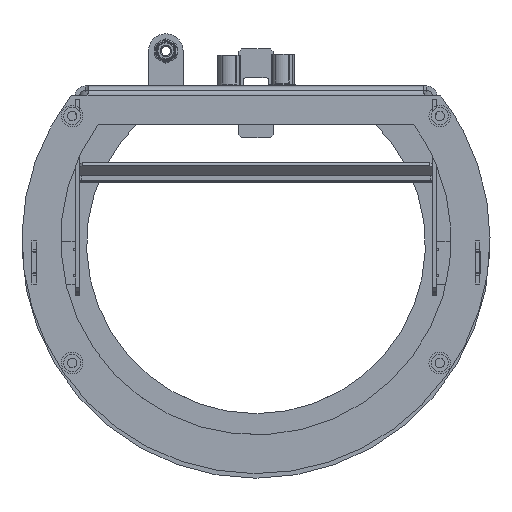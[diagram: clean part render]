
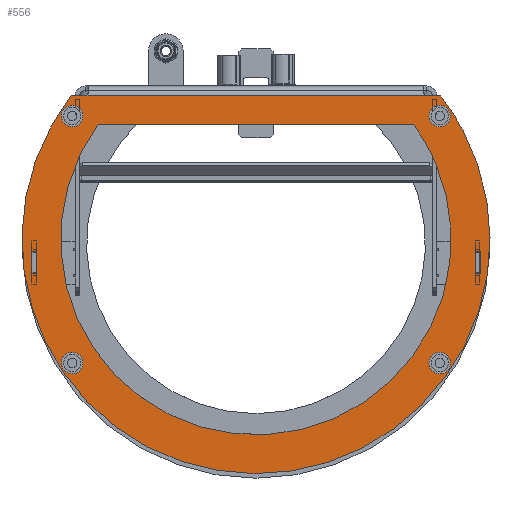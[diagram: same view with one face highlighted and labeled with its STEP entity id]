
A CAD part, top view. The second image highlights one B-rep face of the part: STEP entity #556.
In plain terms, the highlighted planar face has unit normal (0, 0, 1).
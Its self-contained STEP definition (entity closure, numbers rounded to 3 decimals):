
#426=AXIS2_PLACEMENT_3D('Plane Axis2P3D',#423,#424,#425) ;
#59=CARTESIAN_POINT('Vertex',(76.35,-11.7,932.)) ;
#62=CARTESIAN_POINT('Line Origine',(77.25,-11.7,932.)) ;
#66=CARTESIAN_POINT('Vertex',(78.15,-11.7,932.)) ;
#86=CARTESIAN_POINT('Line Origine',(78.15,-8.,932.)) ;
#90=CARTESIAN_POINT('Vertex',(78.15,-4.3,932.)) ;
#117=CARTESIAN_POINT('Line Origine',(77.25,-4.3,932.)) ;
#121=CARTESIAN_POINT('Vertex',(76.35,-4.3,932.)) ;
#153=CARTESIAN_POINT('Line Origine',(76.35,-8.,932.)) ;
#336=CARTESIAN_POINT('Vertex',(-76.35,-11.7,932.)) ;
#339=CARTESIAN_POINT('Line Origine',(-76.35,-8.,932.)) ;
#343=CARTESIAN_POINT('Vertex',(-76.35,-4.3,932.)) ;
#363=CARTESIAN_POINT('Line Origine',(-77.25,-4.3,932.)) ;
#367=CARTESIAN_POINT('Vertex',(-78.15,-4.3,932.)) ;
#387=CARTESIAN_POINT('Line Origine',(-78.15,-8.,932.)) ;
#391=CARTESIAN_POINT('Vertex',(-78.15,-11.7,932.)) ;
#411=CARTESIAN_POINT('Line Origine',(-77.25,-11.7,932.)) ;
#423=CARTESIAN_POINT('Axis2P3D Location',(0.,0.,932.)) ;
#428=CARTESIAN_POINT('Line Origine',(0.,50.,932.)) ;
#432=CARTESIAN_POINT('Vertex',(58.4,50.,932.)) ;
#434=CARTESIAN_POINT('Vertex',(59.4,50.,932.)) ;
#437=CARTESIAN_POINT('Line Origine',(0.,50.,932.)) ;
#441=CARTESIAN_POINT('Vertex',(-58.4,50.,932.)) ;
#444=CARTESIAN_POINT('Line Origine',(0.,50.,932.)) ;
#448=CARTESIAN_POINT('Vertex',(-59.4,50.,932.)) ;
#451=CARTESIAN_POINT('Line Origine',(0.,50.,932.)) ;
#455=CARTESIAN_POINT('Vertex',(-64.36,50.,932.)) ;
#459=CARTESIAN_POINT('Control Point',(-64.36,50.,932.)) ;
#460=CARTESIAN_POINT('Control Point',(-69.939,42.82,932.)) ;
#461=CARTESIAN_POINT('Control Point',(-74.515,34.862,932.)) ;
#462=CARTESIAN_POINT('Control Point',(-77.946,26.311,932.)) ;
#463=CARTESIAN_POINT('Control Point',(-82.332,8.482,932.)) ;
#464=CARTESIAN_POINT('Control Point',(-81.673,-9.867,932.)) ;
#465=CARTESIAN_POINT('Control Point',(-80.058,-18.937,932.)) ;
#466=CARTESIAN_POINT('Control Point',(-74.342,-36.385,932.)) ;
#467=CARTESIAN_POINT('Control Point',(-64.07,-51.604,932.)) ;
#468=CARTESIAN_POINT('Control Point',(-57.898,-58.444,932.)) ;
#469=CARTESIAN_POINT('Control Point',(-43.812,-70.221,932.)) ;
#470=CARTESIAN_POINT('Control Point',(-27.042,-77.696,932.)) ;
#471=CARTESIAN_POINT('Control Point',(-18.185,-80.232,932.)) ;
#472=CARTESIAN_POINT('Control Point',(0.,-82.768,932.)) ;
#473=CARTESIAN_POINT('Control Point',(18.185,-80.232,932.)) ;
#474=CARTESIAN_POINT('Control Point',(27.042,-77.696,932.)) ;
#475=CARTESIAN_POINT('Control Point',(43.812,-70.221,932.)) ;
#476=CARTESIAN_POINT('Control Point',(57.898,-58.444,932.)) ;
#477=CARTESIAN_POINT('Control Point',(64.07,-51.604,932.)) ;
#478=CARTESIAN_POINT('Control Point',(74.342,-36.385,932.)) ;
#479=CARTESIAN_POINT('Control Point',(80.058,-18.937,932.)) ;
#480=CARTESIAN_POINT('Control Point',(81.673,-9.867,932.)) ;
#481=CARTESIAN_POINT('Control Point',(82.332,8.482,932.)) ;
#482=CARTESIAN_POINT('Control Point',(77.946,26.311,932.)) ;
#483=CARTESIAN_POINT('Control Point',(74.515,34.862,932.)) ;
#484=CARTESIAN_POINT('Control Point',(69.939,42.82,932.)) ;
#485=CARTESIAN_POINT('Control Point',(64.36,50.,932.)) ;
#486=CARTESIAN_POINT('Vertex',(64.36,50.,932.)) ;
#489=CARTESIAN_POINT('Line Origine',(0.,50.,932.)) ;
#502=CARTESIAN_POINT('Line Origine',(0.,40.,932.)) ;
#506=CARTESIAN_POINT('Vertex',(-54.991,40.,932.)) ;
#508=CARTESIAN_POINT('Vertex',(54.991,40.,932.)) ;
#512=CARTESIAN_POINT('Control Point',(-54.991,40.,932.)) ;
#513=CARTESIAN_POINT('Control Point',(-59.39,33.952,932.)) ;
#514=CARTESIAN_POINT('Control Point',(-62.958,27.299,932.)) ;
#515=CARTESIAN_POINT('Control Point',(-65.583,20.194,932.)) ;
#516=CARTESIAN_POINT('Control Point',(-68.813,5.445,932.)) ;
#517=CARTESIAN_POINT('Control Point',(-67.943,-9.629,932.)) ;
#518=CARTESIAN_POINT('Control Point',(-66.468,-17.059,932.)) ;
#519=CARTESIAN_POINT('Control Point',(-61.513,-31.321,932.)) ;
#520=CARTESIAN_POINT('Control Point',(-52.894,-43.717,932.)) ;
#521=CARTESIAN_POINT('Control Point',(-47.753,-49.281,932.)) ;
#522=CARTESIAN_POINT('Control Point',(-36.075,-58.851,932.)) ;
#523=CARTESIAN_POINT('Control Point',(-22.248,-64.915,932.)) ;
#524=CARTESIAN_POINT('Control Point',(-14.958,-66.972,932.)) ;
#525=CARTESIAN_POINT('Control Point',(0.,-69.028,932.)) ;
#526=CARTESIAN_POINT('Control Point',(14.958,-66.972,932.)) ;
#527=CARTESIAN_POINT('Control Point',(22.248,-64.915,932.)) ;
#528=CARTESIAN_POINT('Control Point',(36.075,-58.851,932.)) ;
#529=CARTESIAN_POINT('Control Point',(47.753,-49.281,932.)) ;
#530=CARTESIAN_POINT('Control Point',(52.894,-43.717,932.)) ;
#531=CARTESIAN_POINT('Control Point',(61.513,-31.321,932.)) ;
#532=CARTESIAN_POINT('Control Point',(66.468,-17.059,932.)) ;
#533=CARTESIAN_POINT('Control Point',(67.943,-9.629,932.)) ;
#534=CARTESIAN_POINT('Control Point',(68.813,5.445,932.)) ;
#535=CARTESIAN_POINT('Control Point',(65.583,20.194,932.)) ;
#536=CARTESIAN_POINT('Control Point',(62.958,27.299,932.)) ;
#537=CARTESIAN_POINT('Control Point',(59.39,33.952,932.)) ;
#538=CARTESIAN_POINT('Control Point',(54.991,40.,932.)) ;
#63=DIRECTION('Vector Direction',(1.,0.,0.)) ;
#87=DIRECTION('Vector Direction',(0.,-1.,0.)) ;
#118=DIRECTION('Vector Direction',(1.,0.,0.)) ;
#154=DIRECTION('Vector Direction',(0.,-1.,0.)) ;
#340=DIRECTION('Vector Direction',(0.,-1.,0.)) ;
#364=DIRECTION('Vector Direction',(-1.,0.,0.)) ;
#388=DIRECTION('Vector Direction',(0.,-1.,0.)) ;
#412=DIRECTION('Vector Direction',(-1.,0.,0.)) ;
#424=DIRECTION('Axis2P3D Direction',(0.,0.,1.)) ;
#425=DIRECTION('Axis2P3D XDirection',(1.,0.,0.)) ;
#429=DIRECTION('Vector Direction',(1.,0.,0.)) ;
#438=DIRECTION('Vector Direction',(1.,0.,0.)) ;
#445=DIRECTION('Vector Direction',(1.,0.,0.)) ;
#452=DIRECTION('Vector Direction',(1.,0.,0.)) ;
#490=DIRECTION('Vector Direction',(1.,0.,0.)) ;
#503=DIRECTION('Vector Direction',(1.,0.,0.)) ;
#64=VECTOR('Line Direction',#63,1.) ;
#88=VECTOR('Line Direction',#87,1.) ;
#119=VECTOR('Line Direction',#118,1.) ;
#155=VECTOR('Line Direction',#154,1.) ;
#341=VECTOR('Line Direction',#340,1.) ;
#365=VECTOR('Line Direction',#364,1.) ;
#389=VECTOR('Line Direction',#388,1.) ;
#413=VECTOR('Line Direction',#412,1.) ;
#430=VECTOR('Line Direction',#429,1.) ;
#439=VECTOR('Line Direction',#438,1.) ;
#446=VECTOR('Line Direction',#445,1.) ;
#453=VECTOR('Line Direction',#452,1.) ;
#491=VECTOR('Line Direction',#490,1.) ;
#504=VECTOR('Line Direction',#503,1.) ;
#495=ORIENTED_EDGE('',*,*,#436,.F.) ;
#496=ORIENTED_EDGE('',*,*,#443,.F.) ;
#497=ORIENTED_EDGE('',*,*,#450,.F.) ;
#498=ORIENTED_EDGE('',*,*,#457,.F.) ;
#499=ORIENTED_EDGE('',*,*,#488,.F.) ;
#500=ORIENTED_EDGE('',*,*,#493,.T.) ;
#541=ORIENTED_EDGE('',*,*,#510,.T.) ;
#542=ORIENTED_EDGE('',*,*,#539,.F.) ;
#545=ORIENTED_EDGE('',*,*,#345,.T.) ;
#546=ORIENTED_EDGE('',*,*,#415,.T.) ;
#547=ORIENTED_EDGE('',*,*,#393,.F.) ;
#548=ORIENTED_EDGE('',*,*,#369,.F.) ;
#551=ORIENTED_EDGE('',*,*,#123,.T.) ;
#552=ORIENTED_EDGE('',*,*,#92,.T.) ;
#553=ORIENTED_EDGE('',*,*,#68,.F.) ;
#554=ORIENTED_EDGE('',*,*,#157,.F.) ;
#543=FACE_BOUND('',#540,.T.) ;
#549=FACE_BOUND('',#544,.T.) ;
#555=FACE_BOUND('',#550,.T.) ;
#556=ADVANCED_FACE('AT10-15-100-1_Haupttraegerblech',(#501,#543,#549,#555),#427,.T.) ;
#458=B_SPLINE_CURVE_WITH_KNOTS('',5,(#459,#460,#461,#462,#463,#464,#465,#466,#467,#468,#469,#470,#471,#472,#473,#474,#475,#476,#477,#478,#479,#480,#481,#482,#483,#484,#485),.UNSPECIFIED.,.F.,.U.,(6,3,3,3,3,3,3,3,6),(202.211,247.673,293.135,338.597,384.06,429.522,474.984,520.447,565.909),.UNSPECIFIED.) ;
#511=B_SPLINE_CURVE_WITH_KNOTS('',5,(#512,#513,#514,#515,#516,#517,#518,#519,#520,#521,#522,#523,#524,#525,#526,#527,#528,#529,#530,#531,#532,#533,#534,#535,#536,#537,#538),.UNSPECIFIED.,.F.,.U.,(6,3,3,3,3,3,3,3,6),(170.865,208.259,245.654,283.048,320.442,357.837,395.231,432.626,470.02),.UNSPECIFIED.) ;
#68=EDGE_CURVE('',#60,#67,#65,.T.) ;
#92=EDGE_CURVE('',#91,#67,#89,.T.) ;
#123=EDGE_CURVE('',#122,#91,#120,.T.) ;
#157=EDGE_CURVE('',#122,#60,#156,.T.) ;
#345=EDGE_CURVE('',#344,#337,#342,.T.) ;
#369=EDGE_CURVE('',#344,#368,#366,.T.) ;
#393=EDGE_CURVE('',#368,#392,#390,.T.) ;
#415=EDGE_CURVE('',#337,#392,#414,.T.) ;
#436=EDGE_CURVE('',#433,#435,#431,.T.) ;
#443=EDGE_CURVE('',#442,#433,#440,.T.) ;
#450=EDGE_CURVE('',#449,#442,#447,.T.) ;
#457=EDGE_CURVE('',#456,#449,#454,.T.) ;
#488=EDGE_CURVE('',#487,#456,#458,.F.) ;
#493=EDGE_CURVE('',#487,#435,#492,.F.) ;
#510=EDGE_CURVE('',#507,#509,#505,.T.) ;
#539=EDGE_CURVE('',#507,#509,#511,.T.) ;
#494=EDGE_LOOP('',(#495,#496,#497,#498,#499,#500)) ;
#540=EDGE_LOOP('',(#541,#542)) ;
#544=EDGE_LOOP('',(#545,#546,#547,#548)) ;
#550=EDGE_LOOP('',(#551,#552,#553,#554)) ;
#501=FACE_OUTER_BOUND('',#494,.T.) ;
#65=LINE('Line',#62,#64) ;
#89=LINE('Line',#86,#88) ;
#120=LINE('Line',#117,#119) ;
#156=LINE('Line',#153,#155) ;
#342=LINE('Line',#339,#341) ;
#366=LINE('Line',#363,#365) ;
#390=LINE('Line',#387,#389) ;
#414=LINE('Line',#411,#413) ;
#431=LINE('Line',#428,#430) ;
#440=LINE('Line',#437,#439) ;
#447=LINE('Line',#444,#446) ;
#454=LINE('Line',#451,#453) ;
#492=LINE('Line',#489,#491) ;
#505=LINE('Line',#502,#504) ;
#427=PLANE('Plane',#426) ;
#60=VERTEX_POINT('',#59) ;
#67=VERTEX_POINT('',#66) ;
#91=VERTEX_POINT('',#90) ;
#122=VERTEX_POINT('',#121) ;
#337=VERTEX_POINT('',#336) ;
#344=VERTEX_POINT('',#343) ;
#368=VERTEX_POINT('',#367) ;
#392=VERTEX_POINT('',#391) ;
#433=VERTEX_POINT('',#432) ;
#435=VERTEX_POINT('',#434) ;
#442=VERTEX_POINT('',#441) ;
#449=VERTEX_POINT('',#448) ;
#456=VERTEX_POINT('',#455) ;
#487=VERTEX_POINT('',#486) ;
#507=VERTEX_POINT('',#506) ;
#509=VERTEX_POINT('',#508) ;
